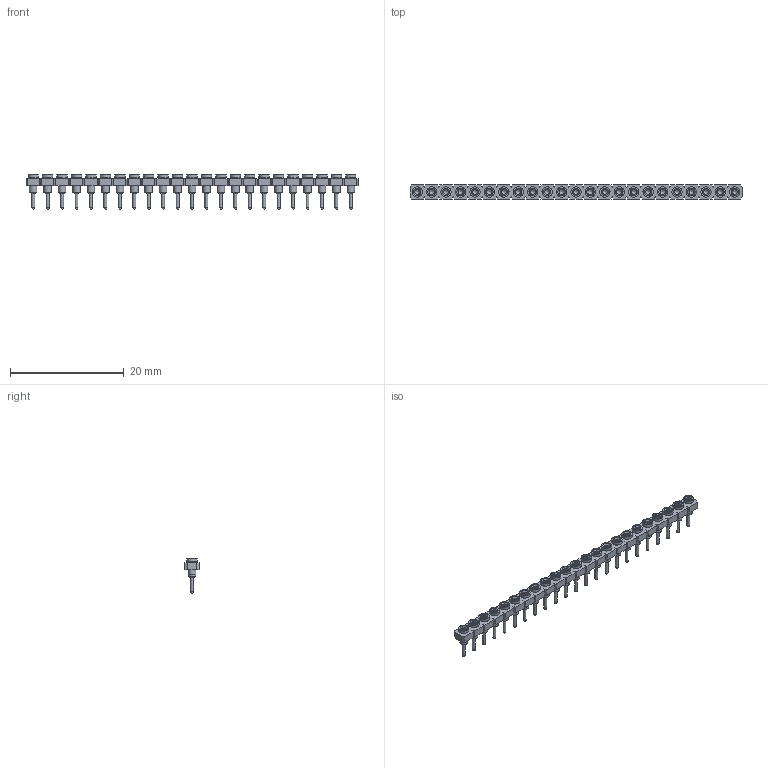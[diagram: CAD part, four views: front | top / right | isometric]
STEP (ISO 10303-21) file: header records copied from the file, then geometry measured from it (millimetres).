
FILE_DESCRIPTION(('FreeCAD Model'),'2;1');
FILE_NAME('Open CASCADE Shape Model','2025-01-11T13:34:48',(''),(''), 'Open CASCADE STEP processor 7.8','FreeCAD','Unknown');
FILE_SCHEMA(('AUTOMOTIVE_DESIGN { 1 0 10303 214 1 1 1 1 }'));
Length unit declared in the file: millimetre
Products named in the file (24): SL-123_socket; SC-4P1_pins253; SC-4P1_pins254; SC-4P1_pins255; SC-4P1_pins256; SC-4P1_pins257; SC-4P1_pins258; SC-4P1_pins259; SC-4P1_pins260; SC-4P1_pins261; SC-4P1_pins262; SC-4P1_pins263; SC-4P1_pins264; SC-4P1_pins265; SC-4P1_pins266; SC-4P1_pins267; SC-4P1_pins268; SC-4P1_pins269; SC-4P1_pins270; SC-4P1_pins271; SC-4P1_pins272; SC-4P1_pins273; SC-4P1_pins274; SC-4P1_pins299
Bounding box: 58.42 x 2.54 x 6.1 mm (x, y, z)
Volume: 221 mm3; surface area: 1305.3 mm2
Topology: 24 solids, 24 shells, 533 faces, 1179 edges, 763 vertices
Faces by surface type: plane 257, cylinder 161, cone 92, sphere 23
Full cylindrical faces by diameter (mm): 0.508 x23, 0.914 x23, 1.016 x23, 1.321 x69, 1.829 x23
Entity records: 14832 total; most frequent: CARTESIAN_POINT 2798, DIRECTION 2362, ORIENTED_EDGE 2266, EDGE_CURVE 1133, AXIS2_PLACEMENT_3D 971, VERTEX_POINT 763, FACE_BOUND 694, EDGE_LOOP 694
